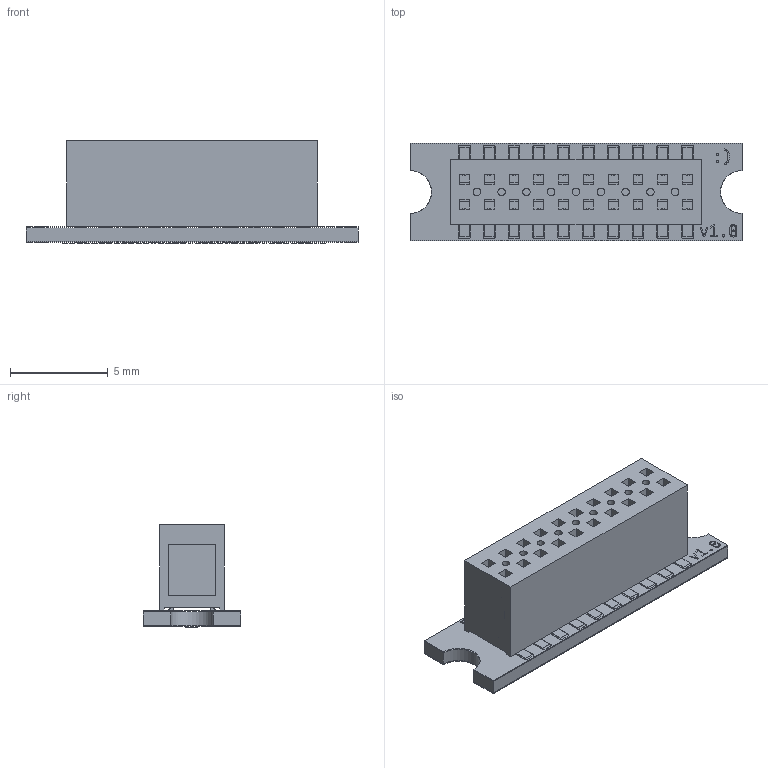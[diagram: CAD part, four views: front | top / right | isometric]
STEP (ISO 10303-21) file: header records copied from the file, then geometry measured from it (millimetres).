
FILE_DESCRIPTION(('KiCad electronic assembly'),'2;1');
FILE_NAME('LICHEE-JACK_HEADER_BOARD.step','2025-10-30T17:21:01',( 'Pcbnew'),('Kicad'),'Open CASCADE STEP processor 7.8', 'KiCad to STEP converter','Unknown');
FILE_SCHEMA(('AUTOMOTIVE_DESIGN { 1 0 10303 214 1 1 1 1 }'));
Length unit declared in the file: millimetre
Products named in the file (10): LICHEE-JACK_HEADER_BOARD 1; FLE-110-01-G-DV-K-TR; FLE-110-01-DV_socket; C-96-01-10-DV; LICHEE-JACK_HEADER_BOARD_pad; LICHEE-JACK_HEADER_BOARD_silkscreen; LICHEE-JACK_HEADER_BOARD_soldermask; LICHEE-JACK_HEADER_BOARD_PCB
Assembly tree (9 placements, depth 3):
  LICHEE-JACK_HEADER_BOARD 1
    FLE-110-01-G-DV-K-TR
      FLE-110-01-DV_socket
      C-96-01-10-DV
    LICHEE-JACK_HEADER_BOARD_pad
    LICHEE-JACK_HEADER_BOARD_silkscreen
    LICHEE-JACK_HEADER_BOARD_silkscreen
    LICHEE-JACK_HEADER_BOARD_soldermask
    LICHEE-JACK_HEADER_BOARD_soldermask
    LICHEE-JACK_HEADER_BOARD_PCB
Bounding box: 17 x 5 x 5.24 mm (x, y, z)
Volume: 268 mm3; surface area: 1207.4 mm2
Topology: 43 solids, 111 shells, 1081 faces, 4613 edges, 3735 vertices
Faces by surface type: plane 821, cylinder 260
Full cylindrical faces by diameter (mm): 0.25 x40, 0.381 x9, 0.508 x9
Entity records: 48915 total; most frequent: CARTESIAN_POINT 9457, DIRECTION 7726, ORIENTED_EDGE 7167, EDGE_CURVE 4613, VERTEX_POINT 3735, LINE 3646, VECTOR 3646, AXIS2_PLACEMENT_3D 2040
